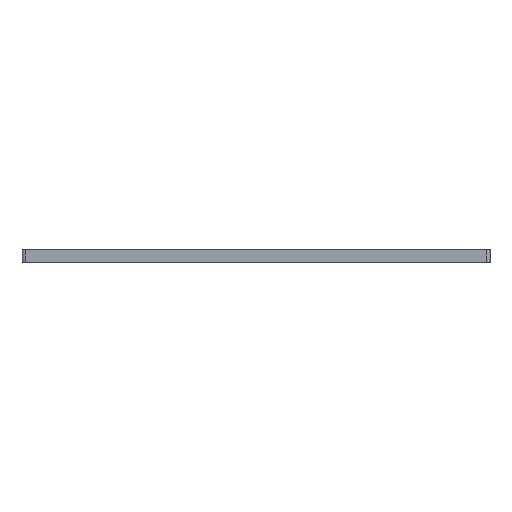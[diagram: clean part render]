
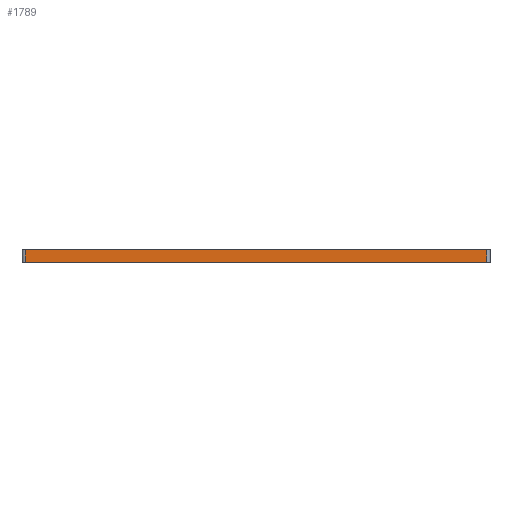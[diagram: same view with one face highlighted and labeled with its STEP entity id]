
A CAD part, front view. The second image highlights one B-rep face of the part: STEP entity #1789.
In plain terms, the highlighted planar face has unit normal (0, -1, 0).
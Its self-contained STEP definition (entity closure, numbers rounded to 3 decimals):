
#320=PLANE('',#16761);
#1789=ADVANCED_FACE('',(#2367),#320,.T.);
#2367=FACE_OUTER_BOUND('',#2969,.T.);
#2969=EDGE_LOOP('',(#4536,#4537,#4538,#4539));
#4536=ORIENTED_EDGE('',*,*,#7453,.T.);
#4537=ORIENTED_EDGE('',*,*,#7452,.F.);
#4538=ORIENTED_EDGE('',*,*,#7451,.F.);
#4539=ORIENTED_EDGE('',*,*,#7450,.T.);
#7450=EDGE_CURVE('',#11893,#11890,#15879,.T.);
#7451=EDGE_CURVE('',#11893,#11892,#15880,.T.);
#7452=EDGE_CURVE('',#11892,#11891,#15881,.T.);
#7453=EDGE_CURVE('',#11890,#11891,#15882,.T.);
#11890=VERTEX_POINT('',#24465);
#11891=VERTEX_POINT('',#24466);
#11892=VERTEX_POINT('',#24467);
#11893=VERTEX_POINT('',#24468);
#15879=B_SPLINE_CURVE_WITH_KNOTS('',1,(#24469,#24470),.UNSPECIFIED.,.F.,
 .F.,(2,2),(0.,1.),.UNSPECIFIED.);
#15880=B_SPLINE_CURVE_WITH_KNOTS('',1,(#24471,#24472),.UNSPECIFIED.,.F.,
 .F.,(2,2),(0.,1.),.UNSPECIFIED.);
#15881=B_SPLINE_CURVE_WITH_KNOTS('',1,(#24473,#24474),.UNSPECIFIED.,.F.,
 .F.,(2,2),(0.,1.),.UNSPECIFIED.);
#15882=B_SPLINE_CURVE_WITH_KNOTS('',1,(#24475,#24476),.UNSPECIFIED.,.F.,
 .F.,(2,2),(0.,1.),.UNSPECIFIED.);
#16761=AXIS2_PLACEMENT_3D('',#24464,#16903,$);
#16903=DIRECTION('',(0.,-1.,0.));
#24464=CARTESIAN_POINT('',(108.777,-136.002,36.542));
#24465=CARTESIAN_POINT('',(102.843,-136.002,36.033));
#24466=CARTESIAN_POINT('',(-193.839,-136.002,36.033));
#24467=CARTESIAN_POINT('',(-193.839,-136.002,28.095));
#24468=CARTESIAN_POINT('',(102.843,-136.002,28.095));
#24469=CARTESIAN_POINT('',(102.843,-136.002,28.095));
#24470=CARTESIAN_POINT('',(102.843,-136.002,36.033));
#24471=CARTESIAN_POINT('',(102.843,-136.002,28.095));
#24472=CARTESIAN_POINT('',(-193.839,-136.002,28.095));
#24473=CARTESIAN_POINT('',(-193.839,-136.002,28.095));
#24474=CARTESIAN_POINT('',(-193.839,-136.002,36.033));
#24475=CARTESIAN_POINT('',(102.843,-136.002,36.033));
#24476=CARTESIAN_POINT('',(-193.839,-136.002,36.033));
